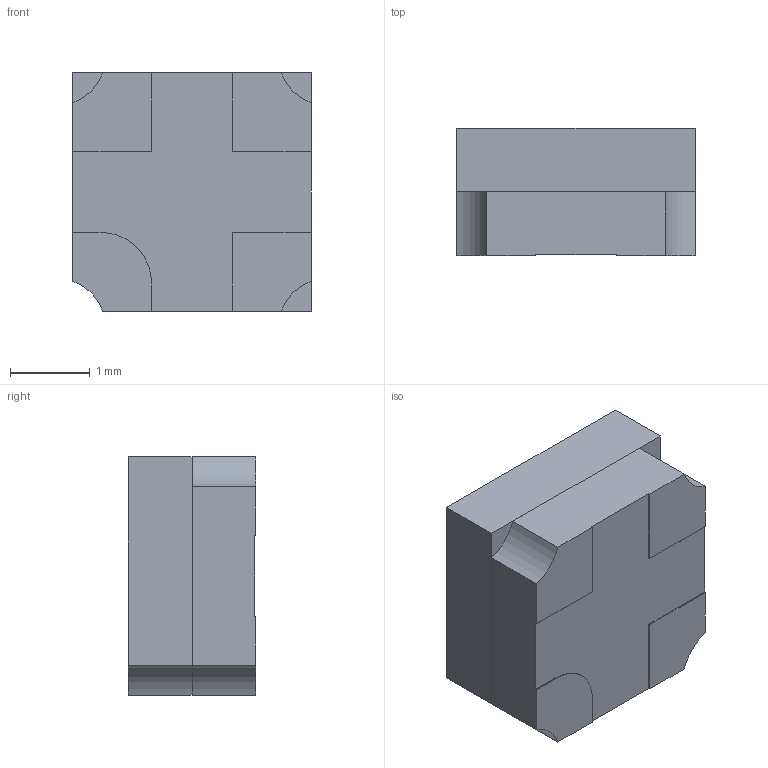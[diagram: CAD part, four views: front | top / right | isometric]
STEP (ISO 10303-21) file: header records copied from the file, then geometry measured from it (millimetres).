
FILE_DESCRIPTION (( 'STEP AP214' ), '1' );
FILE_NAME ('OPR5910.STEP', '2018-03-13T14:56:45', ( '' ), ( '' ), 'SwSTEP 2.0', 'SolidWorks 2015', '' );
FILE_SCHEMA (( 'AUTOMOTIVE_DESIGN' ));
Length unit declared in the file: inch
Products named in the file (1): OPR5910
Bounding box: 3 x 1.6 x 3 mm (x, y, z)
Volume: 13.9 mm3; surface area: 53.5 mm2
Topology: 2 solids, 2 shells, 33 faces, 84 edges, 56 vertices
Faces by surface type: plane 25, cylinder 8
Entity records: 1474 total; most frequent: CARTESIAN_POINT 174, DIRECTION 168, ORIENTED_EDGE 168, EDGE_CURVE 84, VECTOR 68, LINE 68, VERTEX_POINT 56, AXIS2_PLACEMENT_3D 50
